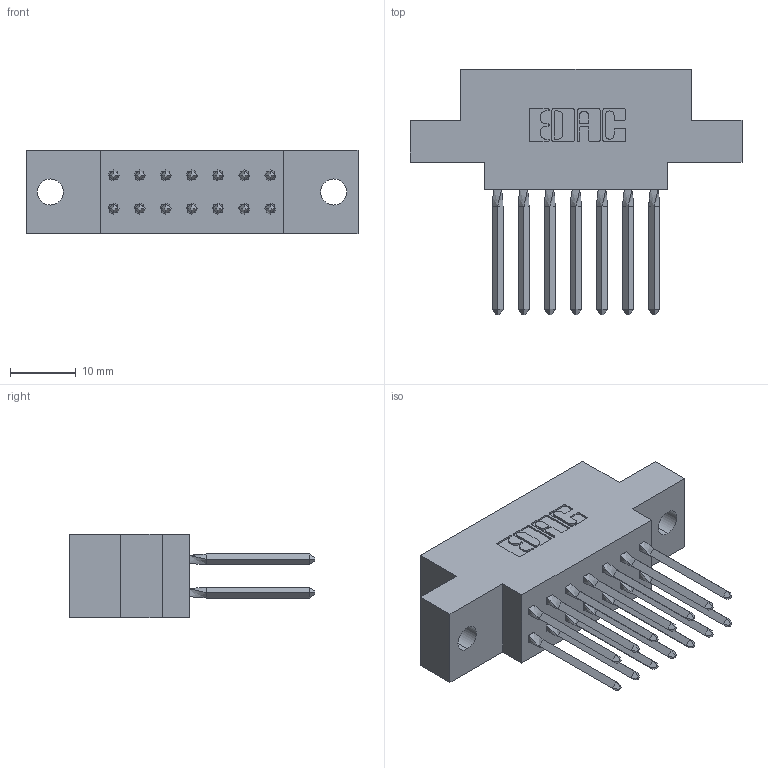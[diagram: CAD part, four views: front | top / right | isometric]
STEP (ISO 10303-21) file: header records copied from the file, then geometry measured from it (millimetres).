
FILE_DESCRIPTION (( 'STEP AP203' ), '1' );
FILE_NAME ('317-014-542-804.STEP', '2020-02-27T14:48:11', ( '' ), ( '' ), 'SwSTEP 2.0', 'SolidWorks 2016', '' );
FILE_SCHEMA (( 'CONFIG_CONTROL_DESIGN' ));
Length unit declared in the file: inch
Products named in the file (3): 317-290-003_542; 317 Part_.156 Dia - TH; 317-014-542-804
Assembly tree (15 placements, depth 2):
  317-014-542-804
    317 Part_.156 Dia - TH
    317-290-003_542  x14
Bounding box: 50.44 x 37.34 x 12.7 mm (x, y, z)
Volume: 7066.2 mm3; surface area: 8520.2 mm2
Topology: 15 solids, 15 shells, 900 faces, 2515 edges, 1610 vertices
Faces by surface type: plane 702, cylinder 142, bspline 56
Entity records: 14021 total; most frequent: CARTESIAN_POINT 2689, ORIENTED_EDGE 2352, DIRECTION 2040, EDGE_CURVE 1176, VECTOR 1006, LINE 1006, VERTEX_POINT 778, AXIS2_PLACEMENT_3D 517
